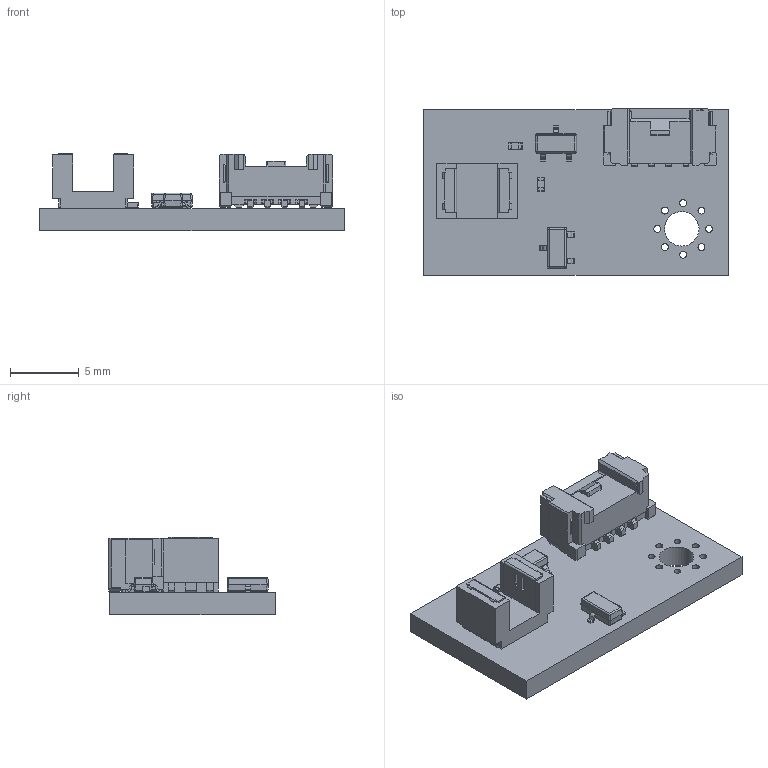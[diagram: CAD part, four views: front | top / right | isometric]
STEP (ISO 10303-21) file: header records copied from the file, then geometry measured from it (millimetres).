
FILE_DESCRIPTION(('KiCad electronic assembly'),'2;1');
FILE_NAME('TCUT13_Limit_Switch_v-4.step','2023-07-19T15:40:00',('Pcbnew' ),('Kicad'),'Open CASCADE STEP processor 7.5', 'KiCad to STEP converter','Unknown');
FILE_SCHEMA(('AUTOMOTIVE_DESIGN { 1 0 10303 214 1 1 1 1 }'));
Length unit declared in the file: millimetre
Products named in the file (10): TCUT13_Limit_Switch_v-4 1; RC0402FR-070RL; COMPOUND; TO-236AB; 505567-0471--3DModel-STEP-361473; SOLID; 80284_TCUT1300_TCUT1350_3D_Models; _autosave-TCUT13_Limit_Switch PCB
Assembly tree (11 placements, depth 3):
  TCUT13_Limit_Switch_v-4 1
    RC0402FR-070RL  x2
      COMPOUND
    TO-236AB  x2
      COMPOUND
    505567-0471--3DModel-STEP-361473
      SOLID
    80284_TCUT1300_TCUT1350_3D_Models
      SOLID
    _autosave-TCUT13_Limit_Switch PCB
Bounding box: 22.07 x 12.07 x 5.65 mm (x, y, z)
Volume: 538.6 mm3; surface area: 1103.8 mm2
Topology: 19 solids, 19 shells, 645 faces, 1737 edges, 1146 vertices
Faces by surface type: plane 526, cylinder 99, bspline 16, cone 4
Full cylindrical faces by diameter (mm): 0.5 x8, 2.1 x1, 2.5 x1
Entity records: 37230 total; most frequent: CARTESIAN_POINT 7572, DIRECTION 5369, LINE 3999, VECTOR 3999, ORIENTED_EDGE 2858, PCURVE 2858, DEFINITIONAL_REPRESENTATION 2858, EDGE_CURVE 1429
